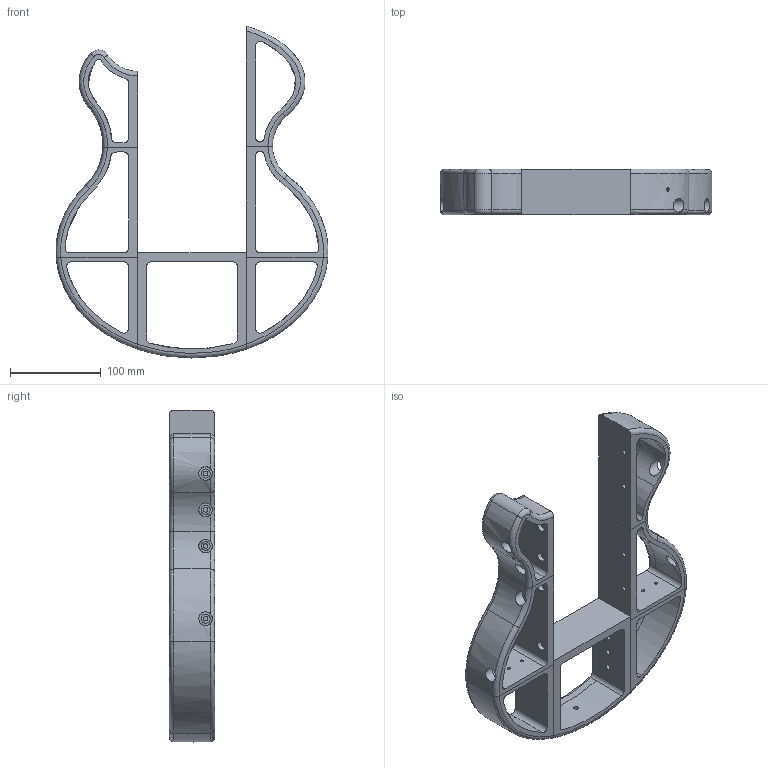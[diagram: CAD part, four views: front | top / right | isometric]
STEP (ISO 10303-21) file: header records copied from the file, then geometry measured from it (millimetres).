
FILE_DESCRIPTION(/* description */ ('STEP AP242','CAx-IF Rec.Pracs.---Representation and Presentation of Product Manufacturing Information (PMI)---4.0---2014-10-13','CAx-IF Rec.Pracs.---3D Tessellated Geometry---0.4---2014-09-14','2;1'),/* implementation_level */ '2;1');
FILE_NAME(/* name */ '67b68f05232e877da8412252',/* time_stamp */ '2025-02-20T02:10:15Z',/* author */ (''),/* organization */ (''),/* preprocessor_version */ 'ST-DEVELOPER v20',/* originating_system */ 'ONSHAPE BY PTC INC, 1.193',/* authorisation */ ' ');
FILE_SCHEMA (('AP242_MANAGED_MODEL_BASED_3D_ENGINEERING_MIM_LF { 1 0 10303 442 1 1 4 }'));
Length unit declared in the file: metre
Products named in the file (7): Part 10; Part 16; Part 11; Part 15; Part 13; Part 14; Part 12
Bounding box: 299.82 x 50 x 366 mm (x, y, z)
Volume: 1015121.5 mm3; surface area: 267905.8 mm2
Topology: 7 solids, 7 shells, 315 faces, 842 edges, 549 vertices
Faces by surface type: cylinder 195, plane 66, bspline 42, torus 12
Full cylindrical faces by diameter (mm): 3.3 x1, 3.5 x13, 4.75 x2, 5.2 x8, 6 x6, 10 x8, 15 x12
Entity records: 12341 total; most frequent: CARTESIAN_POINT 4691, ORIENTED_EDGE 1538, DIRECTION 1459, EDGE_CURVE 769, AXIS2_PLACEMENT_3D 604, VERTEX_POINT 526, EDGE_LOOP 471, FACE_BOUND 471
